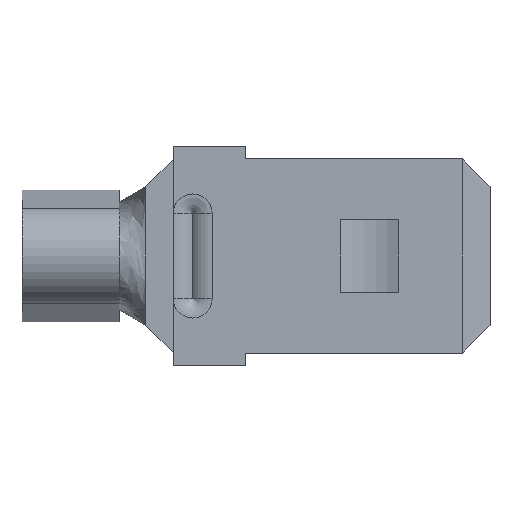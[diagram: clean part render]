
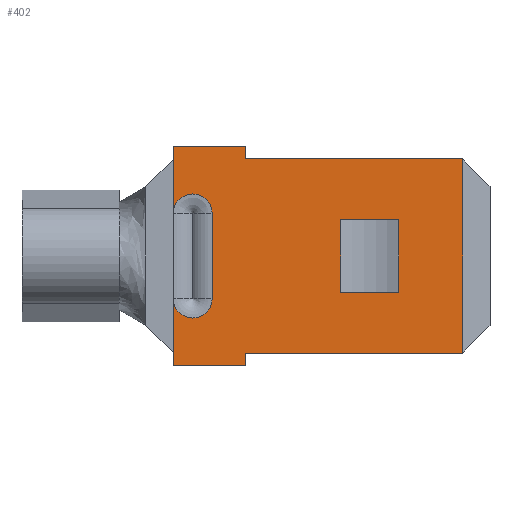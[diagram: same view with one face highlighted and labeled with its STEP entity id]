
A CAD part, front view. The second image highlights one B-rep face of the part: STEP entity #402.
In plain terms, the highlighted planar face has unit normal (0, -1, 0).
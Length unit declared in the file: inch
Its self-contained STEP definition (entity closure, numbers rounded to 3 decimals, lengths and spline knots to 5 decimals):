
#5 = CARTESIAN_POINT ( 'NONE',  ( -0.202, 0., -0.055 ) ) ;
#7 = CARTESIAN_POINT ( 'NONE',  ( -0.134, 0., -0.1405 ) ) ;
#17 = ORIENTED_EDGE ( 'NONE', *, *, #724, .F. ) ;
#22 = DIRECTION ( 'NONE',  ( 1., 0., 0. ) ) ;
#28 = VERTEX_POINT ( 'NONE', #2565 ) ;
#54 = LINE ( 'NONE', #157, #647 ) ;
#71 = DIRECTION ( 'NONE',  ( 0., 0., 1. ) ) ;
#72 = ORIENTED_EDGE ( 'NONE', *, *, #2092, .T. ) ;
#74 = DIRECTION ( 'NONE',  ( 0., 1., 0. ) ) ;
#81 = ORIENTED_EDGE ( 'NONE', *, *, #1036, .T. ) ;
#84 = PLANE ( 'NONE',  #2223 ) ;
#86 = ORIENTED_EDGE ( 'NONE', *, *, #2433, .F. ) ;
#113 = CARTESIAN_POINT ( 'NONE',  ( -0.134, 0., -0.125 ) ) ;
#114 = ORIENTED_EDGE ( 'NONE', *, *, #2721, .F. ) ;
#144 = DIRECTION ( 'NONE',  ( 0., 0., 1. ) ) ;
#151 = DIRECTION ( 'NONE',  ( 0., 0., 1. ) ) ;
#155 = VERTEX_POINT ( 'NONE', #1193 ) ;
#157 = CARTESIAN_POINT ( 'NONE',  ( -0.0115, 0., 0.0465 ) ) ;
#186 = DIRECTION ( 'NONE',  ( 0., 1., 0. ) ) ;
#203 = CARTESIAN_POINT ( 'NONE',  ( 0.146, 0., -0.125 ) ) ;
#229 = CARTESIAN_POINT ( 'NONE',  ( -0.0115, 0., -0.0465 ) ) ;
#230 = CARTESIAN_POINT ( 'NONE',  ( -0.227, 0., 0.125 ) ) ;
#231 = CARTESIAN_POINT ( 'NONE',  ( -0.227, 0., 0.055 ) ) ;
#259 = CARTESIAN_POINT ( 'NONE',  ( -0.202, 0., 0.055 ) ) ;
#314 = ORIENTED_EDGE ( 'NONE', *, *, #2182, .F. ) ;
#344 = CARTESIAN_POINT ( 'NONE',  ( -0.134, 0., -0.125 ) ) ;
#351 = VERTEX_POINT ( 'NONE', #231 ) ;
#354 = ORIENTED_EDGE ( 'NONE', *, *, #1813, .F. ) ;
#355 = FACE_BOUND ( 'NONE', #1220, .T. ) ;
#365 = VECTOR ( 'NONE', #2263, 39.37008 ) ;
#384 = CARTESIAN_POINT ( 'NONE',  ( -0.227, 0., 0.1405 ) ) ;
#385 = VERTEX_POINT ( 'NONE', #489 ) ;
#402 = ADVANCED_FACE ( 'NONE', ( #2576, #355 ), #84, .F. ) ;
#407 = CARTESIAN_POINT ( 'NONE',  ( -0.227, 0., -0.1405 ) ) ;
#420 = DIRECTION ( 'NONE',  ( 1., 0., 0. ) ) ;
#425 = CARTESIAN_POINT ( 'NONE',  ( -0.0115, 0., -0.0465 ) ) ;
#444 = LINE ( 'NONE', #407, #1487 ) ;
#466 = AXIS2_PLACEMENT_3D ( 'NONE', #5, #1498, #1774 ) ;
#489 = CARTESIAN_POINT ( 'NONE',  ( -0.0115, 0., 0.0465 ) ) ;
#526 = EDGE_LOOP ( 'NONE', ( #17, #742, #72, #627, #86, #114, #1672, #1299, #1985, #1886, #835, #81, #314, #1624 ) ) ;
#558 = VERTEX_POINT ( 'NONE', #2531 ) ;
#587 = CARTESIAN_POINT ( 'NONE',  ( -0.134, 0., 0.1405 ) ) ;
#591 = CARTESIAN_POINT ( 'NONE',  ( -0.134, 0., -0.1405 ) ) ;
#601 = VERTEX_POINT ( 'NONE', #2329 ) ;
#609 = VERTEX_POINT ( 'NONE', #2346 ) ;
#627 = ORIENTED_EDGE ( 'NONE', *, *, #884, .T. ) ;
#635 = EDGE_CURVE ( 'NONE', #1915, #975, #1515, .T. ) ;
#639 = VECTOR ( 'NONE', #420, 39.37008 ) ;
#647 = VECTOR ( 'NONE', #22, 39.37008 ) ;
#673 = VERTEX_POINT ( 'NONE', #2014 ) ;
#681 = ORIENTED_EDGE ( 'NONE', *, *, #2024, .T. ) ;
#684 = VECTOR ( 'NONE', #2660, 39.37008 ) ;
#724 = EDGE_CURVE ( 'NONE', #351, #1915, #2406, .T. ) ;
#738 = CARTESIAN_POINT ( 'NONE',  ( 0.0635, 0., -0.0465 ) ) ;
#742 = ORIENTED_EDGE ( 'NONE', *, *, #1875, .T. ) ;
#835 = ORIENTED_EDGE ( 'NONE', *, *, #2414, .F. ) ;
#857 = VECTOR ( 'NONE', #2371, 39.37008 ) ;
#871 = VERTEX_POINT ( 'NONE', #203 ) ;
#874 = EDGE_CURVE ( 'NONE', #155, #385, #2805, .T. ) ;
#884 = EDGE_CURVE ( 'NONE', #1560, #28, #2310, .T. ) ;
#892 = VECTOR ( 'NONE', #2107, 39.37008 ) ;
#975 = VERTEX_POINT ( 'NONE', #384 ) ;
#999 = VECTOR ( 'NONE', #1981, 39.37008 ) ;
#1005 = CIRCLE ( 'NONE', #1927, 0.025 ) ;
#1036 = EDGE_CURVE ( 'NONE', #2188, #1069, #2344, .T. ) ;
#1069 = VERTEX_POINT ( 'NONE', #587 ) ;
#1084 = DIRECTION ( 'NONE',  ( 0., 0., -1. ) ) ;
#1130 = EDGE_CURVE ( 'NONE', #871, #2488, #2657, .T. ) ;
#1132 = EDGE_CURVE ( 'NONE', #871, #609, #2076, .T. ) ;
#1193 = CARTESIAN_POINT ( 'NONE',  ( -0.0115, 0., -0.0465 ) ) ;
#1220 = EDGE_LOOP ( 'NONE', ( #354, #2065, #681, #1707 ) ) ;
#1228 = EDGE_CURVE ( 'NONE', #601, #2544, #1876, .T. ) ;
#1279 = CARTESIAN_POINT ( 'NONE',  ( -0.177, 0., -0.055 ) ) ;
#1299 = ORIENTED_EDGE ( 'NONE', *, *, #2497, .T. ) ;
#1325 = CARTESIAN_POINT ( 'NONE',  ( -0.177, 0., 0.055 ) ) ;
#1333 = LINE ( 'NONE', #738, #1849 ) ;
#1364 = VECTOR ( 'NONE', #1917, 39.37008 ) ;
#1390 = CARTESIAN_POINT ( 'NONE',  ( -0.227, 0., 0.1405 ) ) ;
#1462 = LINE ( 'NONE', #1390, #892 ) ;
#1487 = VECTOR ( 'NONE', #1901, 39.37008 ) ;
#1498 = DIRECTION ( 'NONE',  ( 0., 1., 0. ) ) ;
#1515 = LINE ( 'NONE', #2134, #1580 ) ;
#1555 = VECTOR ( 'NONE', #2718, 39.37008 ) ;
#1560 = VERTEX_POINT ( 'NONE', #1279 ) ;
#1580 = VECTOR ( 'NONE', #2122, 39.37008 ) ;
#1624 = ORIENTED_EDGE ( 'NONE', *, *, #635, .F. ) ;
#1629 = DIRECTION ( 'NONE',  ( 0., 0., 1. ) ) ;
#1649 = LINE ( 'NONE', #2157, #2185 ) ;
#1662 = CARTESIAN_POINT ( 'NONE',  ( -0.134, 0., 0.125 ) ) ;
#1672 = ORIENTED_EDGE ( 'NONE', *, *, #1228, .T. ) ;
#1695 = LINE ( 'NONE', #425, #639 ) ;
#1707 = ORIENTED_EDGE ( 'NONE', *, *, #2236, .F. ) ;
#1774 = DIRECTION ( 'NONE',  ( 0., 0., 1. ) ) ;
#1785 = CARTESIAN_POINT ( 'NONE',  ( -0.227, 0., -0.1405 ) ) ;
#1813 = EDGE_CURVE ( 'NONE', #155, #673, #1695, .T. ) ;
#1849 = VECTOR ( 'NONE', #2149, 39.37008 ) ;
#1875 = EDGE_CURVE ( 'NONE', #351, #2481, #1005, .T. ) ;
#1876 = LINE ( 'NONE', #2364, #857 ) ;
#1886 = ORIENTED_EDGE ( 'NONE', *, *, #1132, .T. ) ;
#1901 = DIRECTION ( 'NONE',  ( 0., 0., 1. ) ) ;
#1907 = VECTOR ( 'NONE', #1629, 39.37008 ) ;
#1912 = CARTESIAN_POINT ( 'NONE',  ( 0.0635, 0., 0.0465 ) ) ;
#1915 = VERTEX_POINT ( 'NONE', #230 ) ;
#1917 = DIRECTION ( 'NONE',  ( 0., 0., 1. ) ) ;
#1926 = DIRECTION ( 'NONE',  ( 0., 0., 1. ) ) ;
#1927 = AXIS2_PLACEMENT_3D ( 'NONE', #259, #186, #151 ) ;
#1966 = CARTESIAN_POINT ( 'NONE',  ( 0.181, 0., 0.125 ) ) ;
#1974 = LINE ( 'NONE', #1785, #1907 ) ;
#1981 = DIRECTION ( 'NONE',  ( 1., 0., 0. ) ) ;
#1985 = ORIENTED_EDGE ( 'NONE', *, *, #1130, .F. ) ;
#2014 = CARTESIAN_POINT ( 'NONE',  ( 0.0635, 0., -0.0465 ) ) ;
#2024 = EDGE_CURVE ( 'NONE', #385, #2396, #54, .T. ) ;
#2030 = CARTESIAN_POINT ( 'NONE',  ( -0.227, 0., -0.1405 ) ) ;
#2065 = ORIENTED_EDGE ( 'NONE', *, *, #874, .T. ) ;
#2073 = LINE ( 'NONE', #1966, #999 ) ;
#2076 = LINE ( 'NONE', #2755, #365 ) ;
#2092 = EDGE_CURVE ( 'NONE', #2481, #1560, #1649, .T. ) ;
#2107 = DIRECTION ( 'NONE',  ( 1., 0., 0. ) ) ;
#2122 = DIRECTION ( 'NONE',  ( 0., 0., 1. ) ) ;
#2134 = CARTESIAN_POINT ( 'NONE',  ( -0.227, 0., -0.1405 ) ) ;
#2149 = DIRECTION ( 'NONE',  ( 0., 0., 1. ) ) ;
#2157 = CARTESIAN_POINT ( 'NONE',  ( -0.177, 0., -0.125 ) ) ;
#2182 = EDGE_CURVE ( 'NONE', #975, #1069, #1462, .T. ) ;
#2185 = VECTOR ( 'NONE', #1084, 39.37008 ) ;
#2188 = VERTEX_POINT ( 'NONE', #1662 ) ;
#2223 = AXIS2_PLACEMENT_3D ( 'NONE', #113, #74, #71 ) ;
#2236 = EDGE_CURVE ( 'NONE', #673, #2396, #1333, .T. ) ;
#2250 = VECTOR ( 'NONE', #144, 39.37008 ) ;
#2263 = DIRECTION ( 'NONE',  ( 0., 0., 1. ) ) ;
#2310 = CIRCLE ( 'NONE', #466, 0.025 ) ;
#2329 = CARTESIAN_POINT ( 'NONE',  ( -0.227, 0., -0.1405 ) ) ;
#2331 = VECTOR ( 'NONE', #1926, 39.37008 ) ;
#2344 = LINE ( 'NONE', #2664, #684 ) ;
#2346 = CARTESIAN_POINT ( 'NONE',  ( 0.146, 0., 0.125 ) ) ;
#2364 = CARTESIAN_POINT ( 'NONE',  ( -0.227, 0., -0.1405 ) ) ;
#2371 = DIRECTION ( 'NONE',  ( 1., 0., 0. ) ) ;
#2378 = LINE ( 'NONE', #591, #1364 ) ;
#2396 = VERTEX_POINT ( 'NONE', #1912 ) ;
#2406 = LINE ( 'NONE', #2030, #2331 ) ;
#2414 = EDGE_CURVE ( 'NONE', #2188, #609, #2073, .T. ) ;
#2433 = EDGE_CURVE ( 'NONE', #558, #28, #444, .T. ) ;
#2481 = VERTEX_POINT ( 'NONE', #1325 ) ;
#2488 = VERTEX_POINT ( 'NONE', #344 ) ;
#2497 = EDGE_CURVE ( 'NONE', #2544, #2488, #2378, .T. ) ;
#2531 = CARTESIAN_POINT ( 'NONE',  ( -0.227, 0., -0.125 ) ) ;
#2544 = VERTEX_POINT ( 'NONE', #7 ) ;
#2565 = CARTESIAN_POINT ( 'NONE',  ( -0.227, 0., -0.055 ) ) ;
#2576 = FACE_OUTER_BOUND ( 'NONE', #526, .T. ) ;
#2657 = LINE ( 'NONE', #2719, #1555 ) ;
#2660 = DIRECTION ( 'NONE',  ( 0., 0., 1. ) ) ;
#2664 = CARTESIAN_POINT ( 'NONE',  ( -0.134, 0., -0.1405 ) ) ;
#2718 = DIRECTION ( 'NONE',  ( -1., 0., 0. ) ) ;
#2719 = CARTESIAN_POINT ( 'NONE',  ( -0.134, 0., -0.125 ) ) ;
#2721 = EDGE_CURVE ( 'NONE', #601, #558, #1974, .T. ) ;
#2755 = CARTESIAN_POINT ( 'NONE',  ( 0.146, 0., -0.125 ) ) ;
#2805 = LINE ( 'NONE', #229, #2250 ) ;
